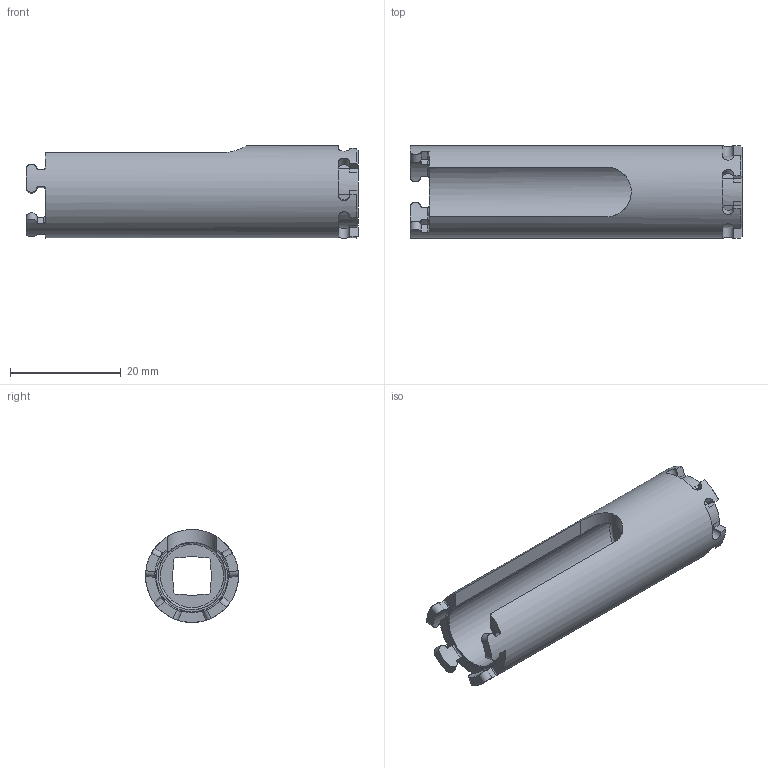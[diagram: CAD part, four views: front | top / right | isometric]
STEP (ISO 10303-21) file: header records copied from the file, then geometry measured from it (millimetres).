
FILE_DESCRIPTION( ( 'Unknown' ), '1' );
FILE_NAME( '715911000-B.stp', 'Unknown', ( 'Unknown' ), ( 'Unknown' ), 'PSStep 15.0.49', 'Unknown', ' ' );
FILE_SCHEMA( ( 'AUTOMOTIVE_DESIGN { 1 0 10303 214 1 1 1 1 }' ) );
Length unit declared in the file: millimetre
Products named in the file (1): 1
Bounding box: 60 x 16.8 x 16.8 mm (x, y, z)
Volume: 6075.8 mm3; surface area: 5046.4 mm2
Topology: 1 solids, 1 shells, 137 faces, 384 edges, 249 vertices
Faces by surface type: plane 79, cylinder 46, torus 7, cone 5
Full cylindrical faces by diameter (mm): 12.2 x1, 16.8 x1
Entity records: 6154 total; most frequent: CARTESIAN_POINT 1606, ORIENTED_EDGE 752, DIRECTION 682, EDGE_CURVE 376, VERTEX_POINT 246, AXIS2_PLACEMENT_3D 244, LINE 194, VECTOR 194
